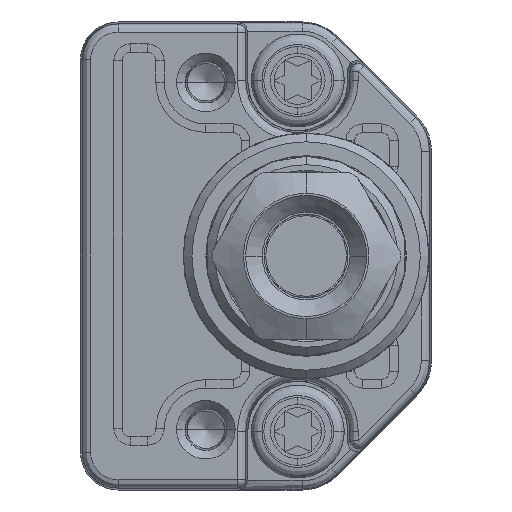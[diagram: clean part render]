
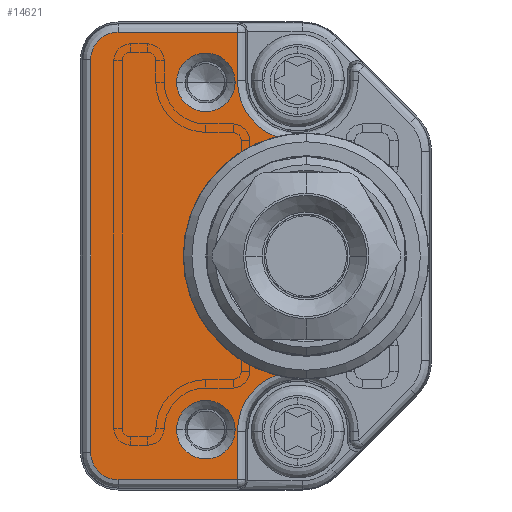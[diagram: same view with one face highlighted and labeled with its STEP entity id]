
A CAD part, left-side view. The second image highlights one B-rep face of the part: STEP entity #14621.
In plain terms, the highlighted planar face has unit normal (-1, 0, 0).
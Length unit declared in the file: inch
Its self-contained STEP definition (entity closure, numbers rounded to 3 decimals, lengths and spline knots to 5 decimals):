
#1089=DIRECTION('',(0.,0.,1.));
#1090=VECTOR('',#1089,0.11381);
#1091=CARTESIAN_POINT('',(-0.51181,0.45723,
-0.5272));
#1092=LINE('',#1091,#1090);
#1093=DIRECTION('',(0.,-1.,0.));
#1094=VECTOR('',#1093,0.28096);
#1095=CARTESIAN_POINT('',(-0.51181,0.73819,
-0.5272));
#1096=LINE('',#1095,#1094);
#1097=CARTESIAN_POINT('',(-0.51181,0.73819,
-0.4626));
#1098=DIRECTION('',(-1.,0.,0.));
#1099=DIRECTION('',(0.,1.,0.));
#1100=AXIS2_PLACEMENT_3D('',#1097,#1098,#1099);
#1102=DIRECTION('',(0.,0.,-1.));
#1103=VECTOR('',#1102,0.9252);
#1104=CARTESIAN_POINT('',(-0.51181,0.80279,
0.4626));
#1105=LINE('',#1104,#1103);
#1106=CARTESIAN_POINT('',(-0.51181,0.73819,
0.4626));
#1107=DIRECTION('',(-1.,0.,0.));
#1108=DIRECTION('',(0.,0.,1.));
#1109=AXIS2_PLACEMENT_3D('',#1106,#1107,#1108);
#1111=DIRECTION('',(0.,1.,0.));
#1112=VECTOR('',#1111,0.28096);
#1113=CARTESIAN_POINT('',(-0.51181,0.45723,
0.5272));
#1114=LINE('',#1113,#1112);
#1115=DIRECTION('',(0.,0.,1.));
#1116=VECTOR('',#1115,0.11381);
#1117=CARTESIAN_POINT('',(-0.51181,0.45723,
0.41339));
#1118=LINE('',#1117,#1116);
#1119=CARTESIAN_POINT('',(-0.51181,0.31496,
0.41339));
#1120=DIRECTION('',(1.,0.,0.));
#1121=DIRECTION('',(0.,0.359,-0.933));
#1122=AXIS2_PLACEMENT_3D('',#1119,#1120,#1121);
#1124=CARTESIAN_POINT('',(-0.51181,0.29528,0.));
#1125=DIRECTION('',(-1.,0.,0.));
#1126=DIRECTION('',(0.,0.244,0.97));
#1127=AXIS2_PLACEMENT_3D('',#1124,#1125,#1126);
#1129=CARTESIAN_POINT('',(-0.51181,0.31496,
-0.41339));
#1130=DIRECTION('',(1.,0.,0.));
#1131=DIRECTION('',(0.,1.,0.));
#1132=AXIS2_PLACEMENT_3D('',#1129,#1130,#1131);
#1134=CARTESIAN_POINT('',(-0.51181,0.5315,
-0.40915));
#1135=DIRECTION('',(1.,0.,0.));
#1136=DIRECTION('',(0.,-1.,0.));
#1137=AXIS2_PLACEMENT_3D('',#1134,#1135,#1136);
#1139=CARTESIAN_POINT('',(-0.51181,0.5315,
-0.40915));
#1140=DIRECTION('',(1.,0.,0.));
#1141=DIRECTION('',(0.,1.,0.));
#1142=AXIS2_PLACEMENT_3D('',#1139,#1140,#1141);
#1144=CARTESIAN_POINT('',(-0.51181,0.5315,
0.40915));
#1145=DIRECTION('',(1.,0.,0.));
#1146=DIRECTION('',(0.,-1.,0.));
#1147=AXIS2_PLACEMENT_3D('',#1144,#1145,#1146);
#1149=CARTESIAN_POINT('',(-0.51181,0.5315,
0.40915));
#1150=DIRECTION('',(1.,0.,0.));
#1151=DIRECTION('',(0.,1.,0.));
#1152=AXIS2_PLACEMENT_3D('',#1149,#1150,#1151);
#11559=CARTESIAN_POINT('',(-0.51181,0.80279,
-0.4626));
#11560=CARTESIAN_POINT('',(-0.51181,0.73819,
-0.5272));
#11561=VERTEX_POINT('',#11559);
#11562=VERTEX_POINT('',#11560);
#11567=CARTESIAN_POINT('',(-0.51181,0.80279,
0.4626));
#11568=VERTEX_POINT('',#11567);
#11571=CARTESIAN_POINT('',(-0.51181,0.73819,
0.5272));
#11572=VERTEX_POINT('',#11571);
#11599=CARTESIAN_POINT('',(-0.51181,0.45723,
-0.5272));
#11600=CARTESIAN_POINT('',(-0.51181,0.45723,
-0.41339));
#11601=VERTEX_POINT('',#11599);
#11602=VERTEX_POINT('',#11600);
#11624=CARTESIAN_POINT('',(-0.51181,0.366,
-0.28059));
#11625=VERTEX_POINT('',#11624);
#11640=CARTESIAN_POINT('',(-0.51181,0.45723,
0.41339));
#11641=CARTESIAN_POINT('',(-0.51181,0.45723,
0.5272));
#11642=VERTEX_POINT('',#11640);
#11643=VERTEX_POINT('',#11641);
#11664=CARTESIAN_POINT('',(-0.51181,0.366,
0.28059));
#11665=VERTEX_POINT('',#11664);
#11708=CARTESIAN_POINT('',(-0.51181,0.4626,
-0.40915));
#11709=CARTESIAN_POINT('',(-0.51181,0.60039,
-0.40915));
#11710=VERTEX_POINT('',#11708);
#11711=VERTEX_POINT('',#11709);
#11716=CARTESIAN_POINT('',(-0.51181,0.4626,
0.40915));
#11717=CARTESIAN_POINT('',(-0.51181,0.60039,
0.40915));
#11718=VERTEX_POINT('',#11716);
#11719=VERTEX_POINT('',#11717);
#14586=CARTESIAN_POINT('',(-0.51181,0.,0.));
#14587=DIRECTION('',(-1.,0.,0.));
#14588=DIRECTION('',(0.,0.,1.));
#14589=AXIS2_PLACEMENT_3D('',#14586,#14587,#14588);
#14590=PLANE('',#14589);
#14592=ORIENTED_EDGE('',*,*,#14591,.F.);
#14594=ORIENTED_EDGE('',*,*,#14593,.F.);
#14596=ORIENTED_EDGE('',*,*,#14595,.F.);
#14598=ORIENTED_EDGE('',*,*,#14597,.F.);
#14600=ORIENTED_EDGE('',*,*,#14599,.F.);
#14602=ORIENTED_EDGE('',*,*,#14601,.F.);
#14603=ORIENTED_EDGE('',*,*,#14577,.F.);
#14604=ORIENTED_EDGE('',*,*,#14535,.F.);
#14605=ORIENTED_EDGE('',*,*,#14449,.T.);
#14606=ORIENTED_EDGE('',*,*,#14434,.F.);
#14607=EDGE_LOOP('',(#14592,#14594,#14596,#14598,#14600,#14602,#14603,#14604,
#14605,#14606));
#14608=FACE_OUTER_BOUND('',#14607,.F.);
#14610=ORIENTED_EDGE('',*,*,#14609,.F.);
#14612=ORIENTED_EDGE('',*,*,#14611,.F.);
#14613=EDGE_LOOP('',(#14610,#14612));
#14614=FACE_BOUND('',#14613,.F.);
#14616=ORIENTED_EDGE('',*,*,#14615,.F.);
#14618=ORIENTED_EDGE('',*,*,#14617,.F.);
#14619=EDGE_LOOP('',(#14616,#14618));
#14620=FACE_BOUND('',#14619,.F.);
#14621=ADVANCED_FACE('',(#14608,#14614,#14620),#14590,.T.);
#1101=CIRCLE('',#1100,0.0646);
#1110=CIRCLE('',#1109,0.0646);
#1123=CIRCLE('',#1122,0.14227);
#1128=CIRCLE('',#1127,0.28937);
#1133=CIRCLE('',#1132,0.14227);
#1138=CIRCLE('',#1137,0.0689);
#1143=CIRCLE('',#1142,0.0689);
#1148=CIRCLE('',#1147,0.0689);
#1153=CIRCLE('',#1152,0.0689);
#14434=EDGE_CURVE('',#11602,#11625,#1133,.T.);
#14449=EDGE_CURVE('',#11665,#11625,#1128,.T.);
#14535=EDGE_CURVE('',#11665,#11642,#1123,.T.);
#14577=EDGE_CURVE('',#11642,#11643,#1118,.T.);
#14591=EDGE_CURVE('',#11601,#11602,#1092,.T.);
#14593=EDGE_CURVE('',#11562,#11601,#1096,.T.);
#14595=EDGE_CURVE('',#11561,#11562,#1101,.T.);
#14597=EDGE_CURVE('',#11568,#11561,#1105,.T.);
#14599=EDGE_CURVE('',#11572,#11568,#1110,.T.);
#14601=EDGE_CURVE('',#11643,#11572,#1114,.T.);
#14609=EDGE_CURVE('',#11710,#11711,#1138,.T.);
#14611=EDGE_CURVE('',#11711,#11710,#1143,.T.);
#14615=EDGE_CURVE('',#11718,#11719,#1148,.T.);
#14617=EDGE_CURVE('',#11719,#11718,#1153,.T.);
